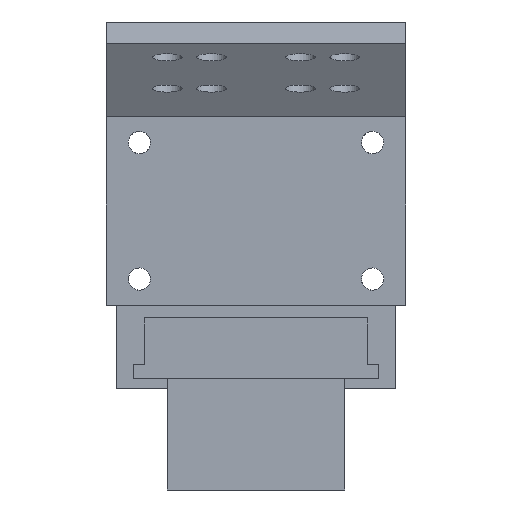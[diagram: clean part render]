
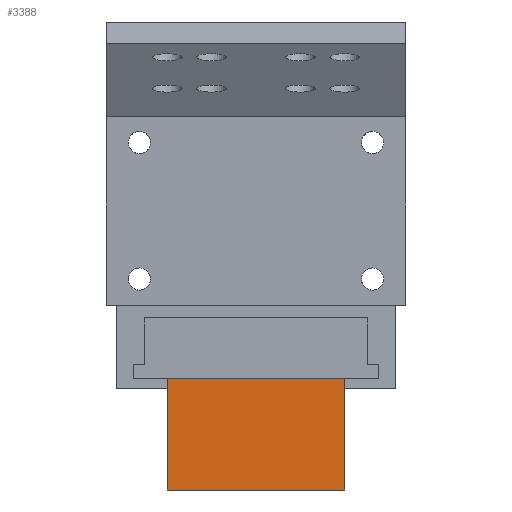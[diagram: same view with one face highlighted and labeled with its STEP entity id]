
A CAD part, left-side view. The second image highlights one B-rep face of the part: STEP entity #3388.
In plain terms, the highlighted face is planar.
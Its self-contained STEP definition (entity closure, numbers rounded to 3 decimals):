
#80 = CARTESIAN_POINT ( 'NONE',  ( 8., 11.1, -2.4 ) ) ;
#276 = ORIENTED_EDGE ( 'NONE', *, *, #1155, .F. ) ;
#304 = ORIENTED_EDGE ( 'NONE', *, *, #948, .F. ) ;
#384 = VERTEX_POINT ( 'NONE', #794 ) ;
#386 = DIRECTION ( 'NONE',  ( -1., 0., 0. ) ) ;
#432 = AXIS2_PLACEMENT_3D ( 'NONE', #2823, #1878, #985 ) ;
#519 = LINE ( 'NONE', #2505, #3686 ) ;
#595 = LINE ( 'NONE', #2367, #2337 ) ;
#696 = CARTESIAN_POINT ( 'NONE',  ( -8., 21.1, -2.4 ) ) ;
#794 = CARTESIAN_POINT ( 'NONE',  ( 8., 21.1, -2.4 ) ) ;
#948 = EDGE_CURVE ( 'NONE', #1598, #1668, #3270, .T. ) ;
#985 = DIRECTION ( 'NONE',  ( 1., 0., 0. ) ) ;
#1078 = DIRECTION ( 'NONE',  ( -1., 0., 0. ) ) ;
#1155 = EDGE_CURVE ( 'NONE', #384, #1598, #1543, .T. ) ;
#1181 = DIRECTION ( 'NONE',  ( 0., -1., 0. ) ) ;
#1244 = FACE_OUTER_BOUND ( 'NONE', #1830, .T. ) ;
#1543 = LINE ( 'NONE', #1756, #3729 ) ;
#1598 = VERTEX_POINT ( 'NONE', #2473 ) ;
#1668 = VERTEX_POINT ( 'NONE', #3758 ) ;
#1756 = CARTESIAN_POINT ( 'NONE',  ( 8., 21.1, -2.4 ) ) ;
#1804 = VECTOR ( 'NONE', #2466, 1000. ) ;
#1830 = EDGE_LOOP ( 'NONE', ( #2779, #304, #276, #2535 ) ) ;
#1878 = DIRECTION ( 'NONE',  ( 0., 0., 1. ) ) ;
#2133 = PLANE ( 'NONE',  #432 ) ;
#2337 = VECTOR ( 'NONE', #1181, 1000. ) ;
#2367 = CARTESIAN_POINT ( 'NONE',  ( 8., 21.1, -2.4 ) ) ;
#2466 = DIRECTION ( 'NONE',  ( 0., -1., 0. ) ) ;
#2473 = CARTESIAN_POINT ( 'NONE',  ( -8., 21.1, -2.4 ) ) ;
#2505 = CARTESIAN_POINT ( 'NONE',  ( 8., 11.1, -2.4 ) ) ;
#2535 = ORIENTED_EDGE ( 'NONE', *, *, #3323, .T. ) ;
#2661 = EDGE_CURVE ( 'NONE', #3321, #1668, #519, .T. ) ;
#2779 = ORIENTED_EDGE ( 'NONE', *, *, #2661, .T. ) ;
#2823 = CARTESIAN_POINT ( 'NONE',  ( 8., 21.1, -2.4 ) ) ;
#3270 = LINE ( 'NONE', #696, #1804 ) ;
#3321 = VERTEX_POINT ( 'NONE', #80 ) ;
#3323 = EDGE_CURVE ( 'NONE', #384, #3321, #595, .T. ) ;
#3388 = ADVANCED_FACE ( 'NONE', ( #1244 ), #2133, .F. ) ;
#3686 = VECTOR ( 'NONE', #1078, 1000. ) ;
#3729 = VECTOR ( 'NONE', #386, 1000. ) ;
#3758 = CARTESIAN_POINT ( 'NONE',  ( -8., 11.1, -2.4 ) ) ;
